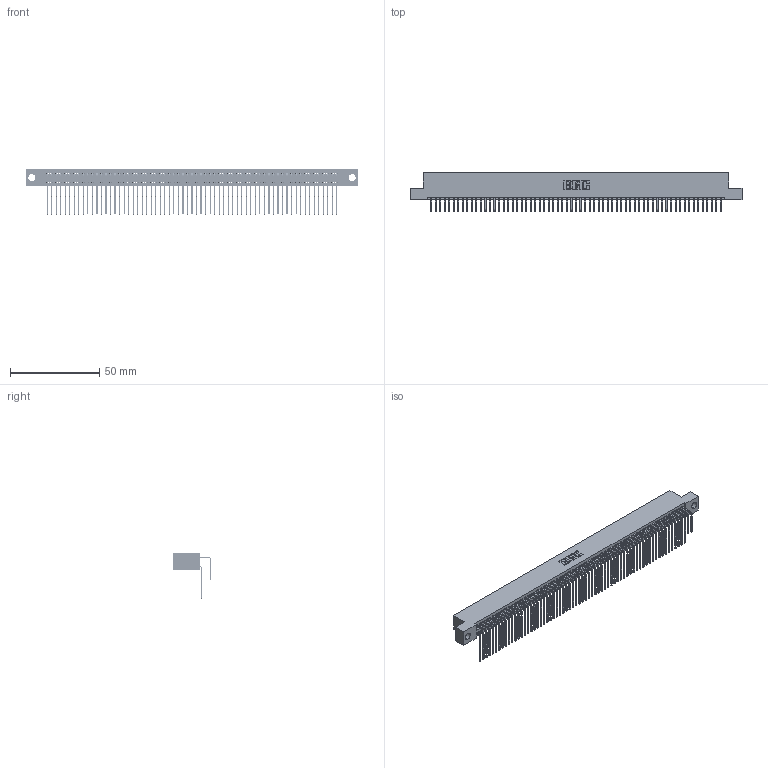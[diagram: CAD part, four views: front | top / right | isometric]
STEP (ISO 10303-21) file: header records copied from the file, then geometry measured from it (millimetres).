
FILE_DESCRIPTION (( 'STEP AP203' ), '1' );
FILE_NAME ('395-130-558-204.STEP', '2018-12-04T19:34:37', ( '' ), ( '' ), 'SwSTEP 2.0', 'SolidWorks 2016', '' );
FILE_SCHEMA (( 'CONFIG_CONTROL_DESIGN' ));
Length unit declared in the file: inch
Products named in the file (4): 345-292-001_558 Tail - 2; 345 Part_Flush Mounting Lugs - 0.156 Dia-TH; 345-292-001_558 559 Tail - 1; 395-130-558-204
Assembly tree (131 placements, depth 2):
  395-130-558-204
    345 Part_Flush Mounting Lugs - 0.156 Dia-TH
    345-292-001_558 559 Tail - 1  x65
    345-292-001_558 Tail - 2  x65
Bounding box: 186.31 x 21.83 x 25.53 mm (x, y, z)
Volume: 18973.8 mm3; surface area: 31833.6 mm2
Topology: 131 solids, 131 shells, 6886 faces, 20491 edges, 13486 vertices
Faces by surface type: plane 4630, cylinder 2256
Entity records: 49559 total; most frequent: CARTESIAN_POINT 8331, ORIENTED_EDGE 8214, DIRECTION 7291, EDGE_CURVE 4107, VECTOR 3675, LINE 3675, VERTEX_POINT 2734, AXIS2_PLACEMENT_3D 1808
